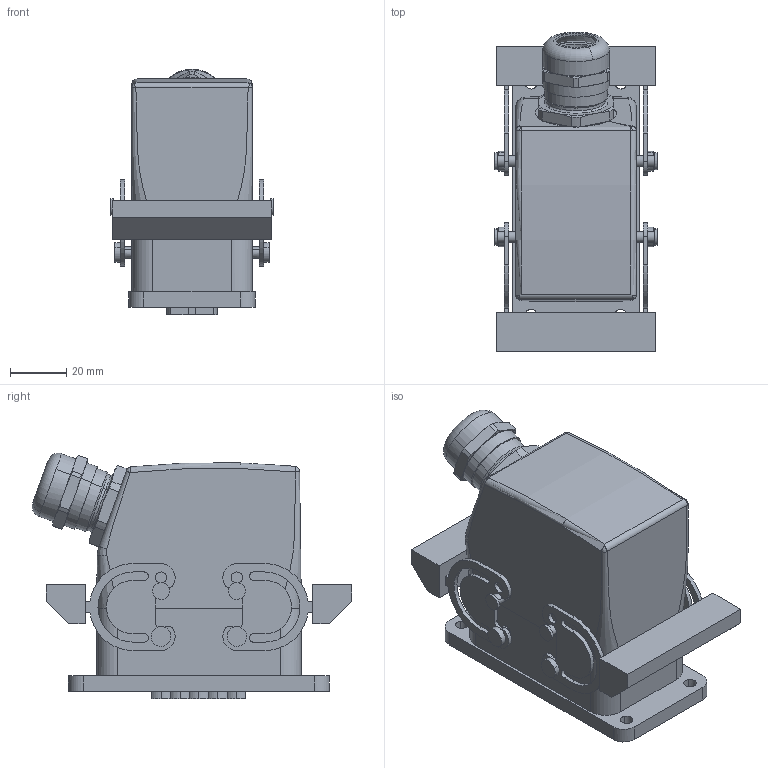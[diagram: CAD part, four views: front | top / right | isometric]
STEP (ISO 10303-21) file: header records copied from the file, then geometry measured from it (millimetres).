
FILE_DESCRIPTION(('CATIA V5 STEP Exchange','CAx-IF Rec.Pracs.--- Model Styling and Organization---1.4--- 2014-01-23'),'2;1');
FILE_NAME ('022144-2_2', '2019-10-28T10:30:56+00:00', ('none'), ('Weidmueller'), 'CATIA Version 5-6 Release 2016 SP3 HF44', 'CATIA V5 STEP AP214', 'none');
FILE_SCHEMA(('AUTOMOTIVE_DESIGN { 1 0 10303 214 1 1 1 1 }'));
Products named in the file (1): 1802420000
Bounding box: 58 x 113.97 x 87.54 mm (x, y, z)
Volume: 174536.8 mm3; surface area: 101669.3 mm2
Topology: 8 solids, 16 shells, 4468 faces, 12663 edges, 8316 vertices
Faces by surface type: plane 2518, cylinder 1083, cone 466, torus 301, bspline 50, extrusion 34, revolution 8, sphere 8
Entity records: 149708 total; most frequent: CARTESIAN_POINT 42919, ORIENTED_EDGE 25304, DIRECTION 16866, EDGE_CURVE 12652, VERTEX_POINT 8312, VECTOR 7833, LINE 7799, AXIS2_PLACEMENT_3D 6013
